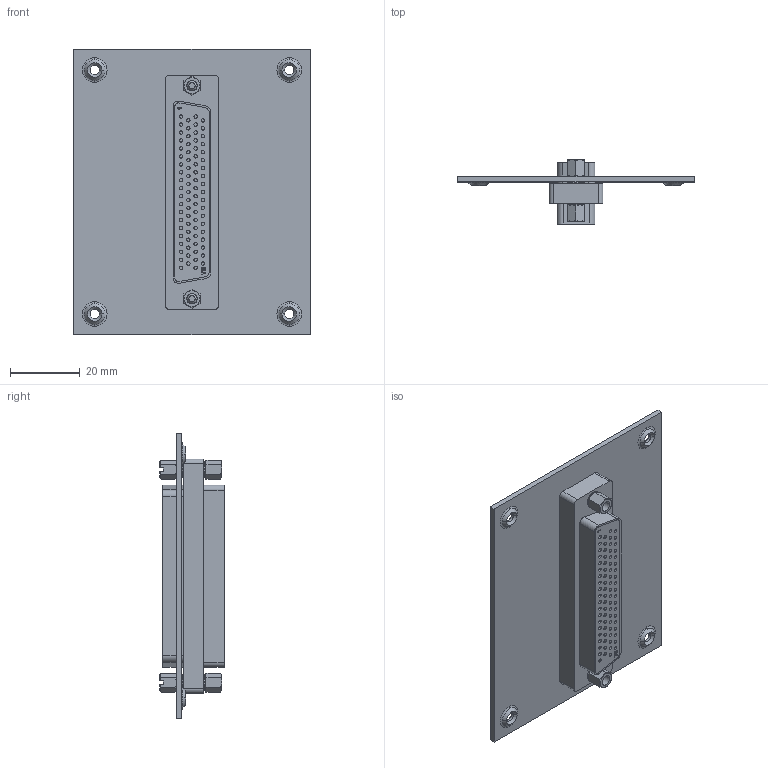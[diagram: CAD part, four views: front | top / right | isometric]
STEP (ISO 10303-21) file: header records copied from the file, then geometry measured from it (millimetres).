
FILE_DESCRIPTION (( 'STEP AP214' ), '1' );
FILE_NAME ('USP1HD78F.STEP', '2019-07-31T17:22:00', ( '' ), ( '' ), 'SwSTEP 2.0', 'SolidWorks 2018', '' );
FILE_SCHEMA (( 'AUTOMOTIVE_DESIGN' ));
Length unit declared in the file: inch
Products named in the file (7): SDH78S_Without Mounting Flange and Solder Cups; DGBH78F_DGBH78F-.06 THICKNESS; 3AA05-002; USP1HD78F; 3AA06-001; DGBH78F-MA1; 1AR04-007
Assembly tree (9 placements, depth 3):
  USP1HD78F
    1AR04-007
    DGBH78F_DGBH78F-.06 THICKNESS
      DGBH78F-MA1
      SDH78S_Without Mounting Flange and Solder Cups  x2
      3AA05-002  x2
      3AA06-001  x2
Bounding box: 68.07 x 18.48 x 82.04 mm (x, y, z)
Volume: 19402.2 mm3; surface area: 20425.6 mm2
Topology: 8 solids, 8 shells, 719 faces, 1945 edges, 1256 vertices
Faces by surface type: cylinder 411, plane 134, cone 92, bspline 42, torus 28, sphere 12
Entity records: 18399 total; most frequent: CARTESIAN_POINT 3735, DIRECTION 2496, ORIENTED_EDGE 2280, EDGE_CURVE 1140, AXIS2_PLACEMENT_3D 1014, VERTEX_POINT 737, EDGE_LOOP 607, CIRCLE 598
